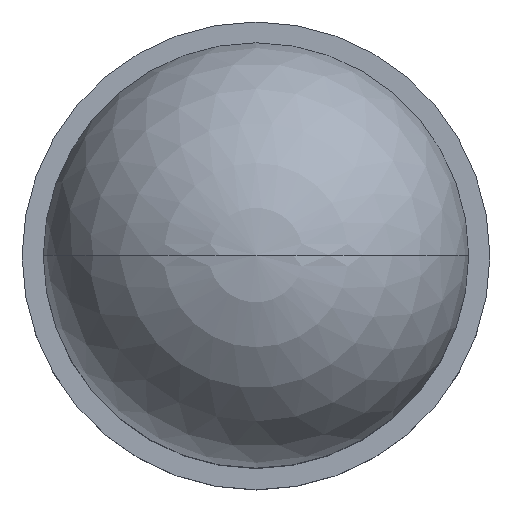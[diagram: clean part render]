
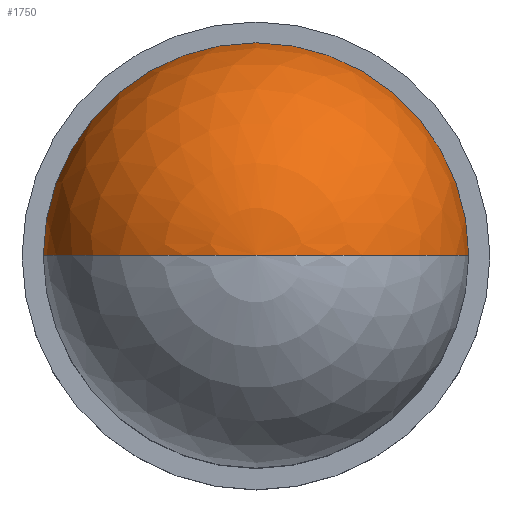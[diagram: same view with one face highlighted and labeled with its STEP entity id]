
A CAD part, top view. The second image highlights one B-rep face of the part: STEP entity #1750.
In plain terms, the highlighted spherical face has radius 5 mm.
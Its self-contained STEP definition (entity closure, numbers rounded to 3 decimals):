
#1684=CARTESIAN_POINT('',(0.,0.,18.2));
#1685=VERTEX_POINT('',#1684);
#1686=CARTESIAN_POINT('',(5.,0.0,13.2));
#1687=VERTEX_POINT('',#1686);
#1688=CARTESIAN_POINT('',(0.,0.0,13.2));
#1689=DIRECTION('',(0.0,1.0,0.0));
#1690=DIRECTION('',(1.0,0.0,0.0));
#1691=AXIS2_PLACEMENT_3D('',#1688,#1689,#1690);
#1692=CIRCLE('',#1691,5.0);
#1693=EDGE_CURVE('',#1685,#1687,#1692,.T.);
#1695=CARTESIAN_POINT('',(-5.,0.,13.2));
#1696=VERTEX_POINT('',#1695);
#1697=CARTESIAN_POINT('',(0.,0.0,13.2));
#1698=DIRECTION('',(0.0,-1.0,0.0));
#1699=DIRECTION('',(-1.0,0.0,0.0));
#1700=AXIS2_PLACEMENT_3D('',#1697,#1698,#1699);
#1701=CIRCLE('',#1700,5.0);
#1702=EDGE_CURVE('',#1685,#1696,#1701,.T.);
#1730=CARTESIAN_POINT('',(0.,0.0,13.2));
#1731=DIRECTION('',(0.0,0.0,1.0));
#1732=DIRECTION('',(0.0,1.0,0.0));
#1733=AXIS2_PLACEMENT_3D('',#1730,#1731,#1732);
#1734=CIRCLE('',#1733,5.0);
#1735=EDGE_CURVE('',#1687,#1696,#1734,.T.);
#1740=CARTESIAN_POINT('',(0.,0.0,13.2));
#1741=DIRECTION('',(0.0,0.0,1.0));
#1742=DIRECTION('',(1.0,0.0,0.0));
#1743=AXIS2_PLACEMENT_3D('',#1740,#1741,#1742);
#1744=SPHERICAL_SURFACE('',#1743,5.0);
#1745=ORIENTED_EDGE('',*,*,#1693,.T.);
#1746=ORIENTED_EDGE('',*,*,#1735,.T.);
#1747=ORIENTED_EDGE('',*,*,#1702,.F.);
#1748=EDGE_LOOP('',(#1745,#1746,#1747));
#1749=FACE_OUTER_BOUND('',#1748,.T.);
#1750=ADVANCED_FACE('',(#1749),#1744,.T.);
